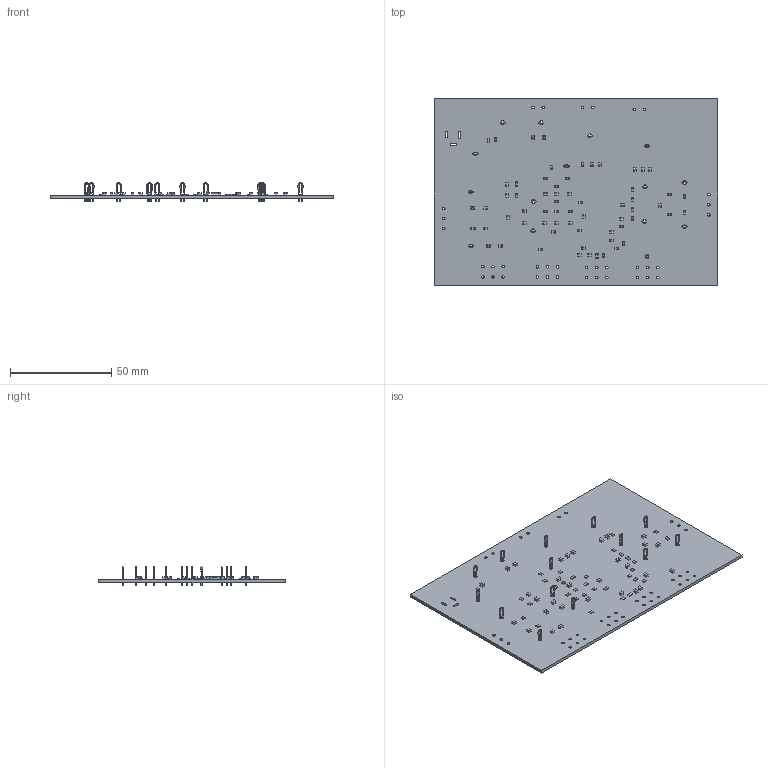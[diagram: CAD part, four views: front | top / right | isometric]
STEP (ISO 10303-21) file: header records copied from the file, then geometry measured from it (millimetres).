
FILE_DESCRIPTION(('KiCad electronic assembly'),'2;1');
FILE_NAME('PreAmpEQ.step','2025-03-08T20:53:51',('Pcbnew'),('Kicad'), 'Open CASCADE STEP processor 7.8','KiCad to STEP converter','Unknown' );
FILE_SCHEMA(('AUTOMOTIVE_DESIGN { 1 0 10303 214 1 1 1 1 }'));
Length unit declared in the file: millimetre
Products named in the file (10): PreAmpEQ 1; R_0805_2012Metric; TestPoint_Loop_D2.50mm_Drill1.85mm; C_0805_2012Metric; R_0603_1608Metric; PreAmpEQ_PCB
Assembly tree (83 placements, depth 3):
  PreAmpEQ 1
    R_0805_2012Metric  x32
      R_0805_2012Metric
    TestPoint_Loop_D2.50mm_Drill1.85mm  x14
      TestPoint_Loop_D2.50mm_Drill1.85mm
    C_0805_2012Metric  x31
      C_0805_2012Metric
    R_0603_1608Metric
      R_0603_1608Metric
    PreAmpEQ_PCB
Bounding box: 139.95 x 92.2 x 9.15 mm (x, y, z)
Volume: 20676.7 mm3; surface area: 27837.8 mm2
Topology: 79 solids, 79 shells, 1892 faces, 4828 edges, 3156 vertices
Faces by surface type: plane 1130, cylinder 720, bspline 28, torus 14
Full cylindrical faces by diameter (mm): 0.5 x28, 1.2 x24, 1.3 x12, 1.85 x14
Entity records: 6931 total; most frequent: CARTESIAN_POINT 1418, DIRECTION 1060, ORIENTED_EDGE 834, EDGE_CURVE 417, AXIS2_PLACEMENT_3D 410, VERTEX_POINT 274, FACE_BOUND 263, EDGE_LOOP 263
